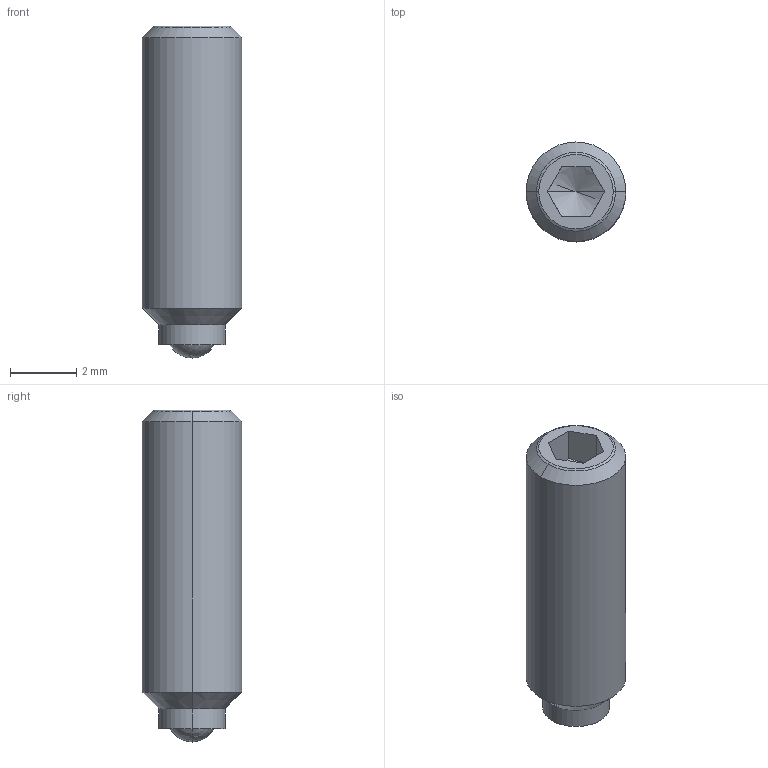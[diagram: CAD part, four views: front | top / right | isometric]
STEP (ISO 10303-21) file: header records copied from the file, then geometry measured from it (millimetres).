
FILE_DESCRIPTION(('STEP AP214'),'1');
FILE_NAME(' ',' ',('TraceParts'),('TraceParts S.A.'),'XStep 1.0',' ',' ');
FILE_SCHEMA(('automotive_design'));
Length unit declared in the file: millimetre
Products named in the file (2): 1; 2
Bounding box: 3 x 3 x 10 mm (x, y, z)
Volume: 63.4 mm3; surface area: 110.3 mm2
Topology: 2 solids, 2 shells, 22 faces, 51 edges, 28 vertices
Faces by surface type: cone 8, plane 8, cylinder 4, sphere 2
Entity records: 1158 total; most frequent: CARTESIAN_POINT 109, DIRECTION 102, STYLED_ITEM 97, PRESENTATION_STYLE_ASSIGNMENT 97, COLOUR_RGB 97, ORIENTED_EDGE 90, EDGE_CURVE 45, CURVE_STYLE 45
